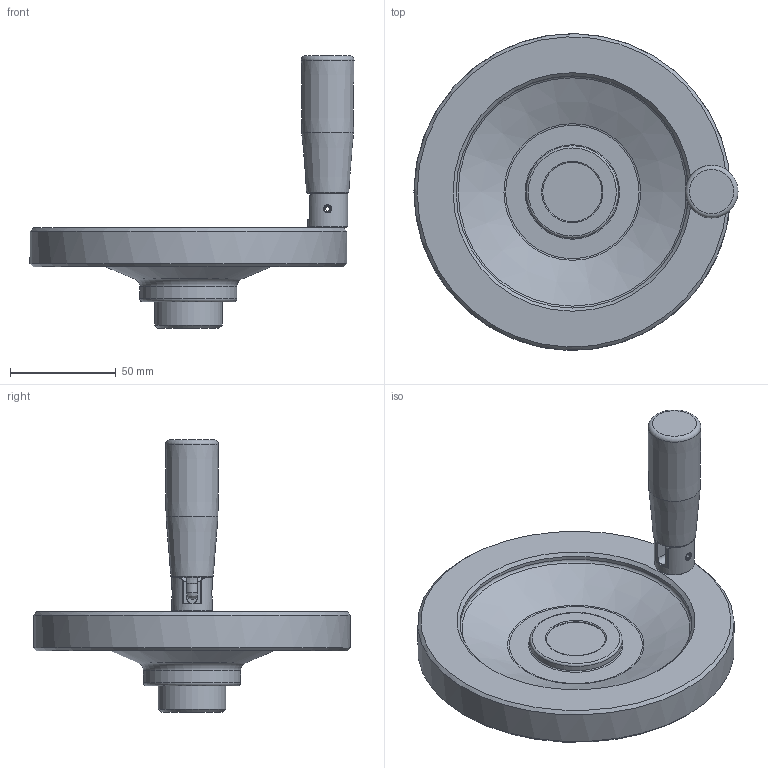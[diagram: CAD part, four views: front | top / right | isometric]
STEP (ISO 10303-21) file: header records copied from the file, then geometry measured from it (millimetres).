
FILE_DESCRIPTION( ( 'Unknown' ), '1' );
FILE_NAME( '6161322_VPRAX150_MR.stp', 'Unknown', ( 'Unknown' ), ( 'Unknown' ), 'PSStep 14.0', 'Unknown', ' ' );
FILE_SCHEMA( ( 'AUTOMOTIVE_DESIGN { 1 0 10303 214 1 1 1 1 }' ) );
Length unit declared in the file: millimetre
Products named in the file (1): 6161322
Bounding box: 153.49 x 150 x 129 mm (x, y, z)
Volume: 281310.1 mm3; surface area: 61847 mm2
Topology: 1 solids, 3 shells, 150 faces, 347 edges, 215 vertices
Faces by surface type: plane 62, cylinder 40, cone 21, bspline 14, torus 13
Full cylindrical faces by diameter (mm): 3.2 x1, 3.5 x1, 4.917 x1, 6 x2, 6.1 x1, 6.4 x1, 7 x1, 8.2 x2, 8.3 x1, 8.376 x1, 8.4 x1, 9 x1, 9.3 x1, 9.339 x1, 9.75 x1, 11.5 x1, 12.682 x1, 19 x1, 28 x1, 32 x1, 43.7 x1, 46 x1, 110 x1, 150 x1
Entity records: 6703 total; most frequent: CARTESIAN_POINT 2533, DIRECTION 607, ORIENTED_EDGE 520, EDGE_CURVE 260, AXIS2_PLACEMENT_3D 257, EDGE_LOOP 234, FACE_OUTER_BOUND 189, VERTEX_POINT 189
